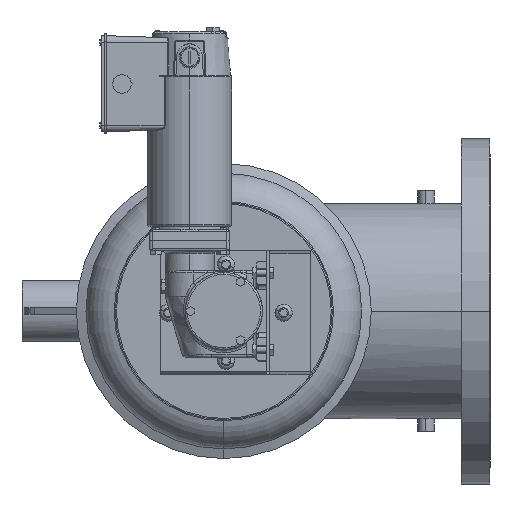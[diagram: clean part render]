
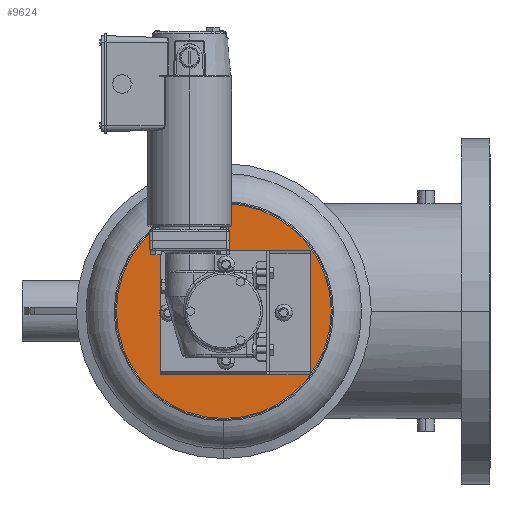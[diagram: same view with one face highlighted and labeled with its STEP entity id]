
A CAD part, left-side view. The second image highlights one B-rep face of the part: STEP entity #9624.
In plain terms, the highlighted planar face has unit normal (-1, 0, 0).
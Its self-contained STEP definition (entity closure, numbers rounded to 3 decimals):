
#247 = EDGE_CURVE ( 'NONE', #13643, #15814, #20855, .T. ) ;
#1483 = AXIS2_PLACEMENT_3D ( 'NONE', #23841, #16428, #11599 ) ;
#2327 = AXIS2_PLACEMENT_3D ( 'NONE', #11700, #17071, #22058 ) ;
#2885 = CARTESIAN_POINT ( 'NONE',  ( 0., 0., 106.362 ) ) ;
#3623 = ORIENTED_EDGE ( 'NONE', *, *, #247, .T. ) ;
#4220 = DIRECTION ( 'NONE',  ( 0., 0., -1. ) ) ;
#4273 = DIRECTION ( 'NONE',  ( 1., 0., 0. ) ) ;
#4316 = CARTESIAN_POINT ( 'NONE',  ( 0., 0., 0. ) ) ;
#4326 = ORIENTED_EDGE ( 'NONE', *, *, #21892, .T. ) ;
#5385 = DIRECTION ( 'NONE',  ( 0., 0., -1. ) ) ;
#8049 = CIRCLE ( 'NONE', #11822, 4.417 ) ;
#9624 = ADVANCED_FACE ( 'NONE', ( #18660, #21377 ), #11789, .F. ) ;
#10100 = EDGE_LOOP ( 'NONE', ( #3623, #4326 ) ) ;
#10308 = AXIS2_PLACEMENT_3D ( 'NONE', #14474, #4273, #17116 ) ;
#10561 = DIRECTION ( 'NONE',  ( 1., 0., 0. ) ) ;
#11599 = DIRECTION ( 'NONE',  ( 0., 0., -1. ) ) ;
#11700 = CARTESIAN_POINT ( 'NONE',  ( 0., 0., 0. ) ) ;
#11789 = PLANE ( 'NONE',  #25531 ) ;
#11822 = AXIS2_PLACEMENT_3D ( 'NONE', #15383, #10561, #5385 ) ;
#12589 = EDGE_CURVE ( 'NONE', #12748, #19107, #16331, .T. ) ;
#12748 = VERTEX_POINT ( 'NONE', #25029 ) ;
#13643 = VERTEX_POINT ( 'NONE', #14216 ) ;
#14216 = CARTESIAN_POINT ( 'NONE',  ( 0., 0., 4.417 ) ) ;
#14474 = CARTESIAN_POINT ( 'NONE',  ( 0., 0., 0. ) ) ;
#15383 = CARTESIAN_POINT ( 'NONE',  ( 0., 0., 0. ) ) ;
#15814 = VERTEX_POINT ( 'NONE', #17673 ) ;
#16331 = CIRCLE ( 'NONE', #2327, 106.362 ) ;
#16428 = DIRECTION ( 'NONE',  ( 1., 0., 0. ) ) ;
#17071 = DIRECTION ( 'NONE',  ( 1., 0., 0. ) ) ;
#17116 = DIRECTION ( 'NONE',  ( 0., 0., -1. ) ) ;
#17673 = CARTESIAN_POINT ( 'NONE',  ( 0., 0., -4.417 ) ) ;
#18660 = FACE_OUTER_BOUND ( 'NONE', #31574, .T. ) ;
#19107 = VERTEX_POINT ( 'NONE', #2885 ) ;
#20855 = CIRCLE ( 'NONE', #10308, 4.417 ) ;
#21377 = FACE_BOUND ( 'NONE', #10100, .T. ) ;
#21880 = ORIENTED_EDGE ( 'NONE', *, *, #29591, .F. ) ;
#21892 = EDGE_CURVE ( 'NONE', #15814, #13643, #8049, .T. ) ;
#22058 = DIRECTION ( 'NONE',  ( 0., 0., -1. ) ) ;
#22592 = ORIENTED_EDGE ( 'NONE', *, *, #12589, .F. ) ;
#23841 = CARTESIAN_POINT ( 'NONE',  ( 0., 0., 0. ) ) ;
#24143 = DIRECTION ( 'NONE',  ( 1., 0., 0. ) ) ;
#25029 = CARTESIAN_POINT ( 'NONE',  ( 0., 0., -106.362 ) ) ;
#25531 = AXIS2_PLACEMENT_3D ( 'NONE', #4316, #24143, #4220 ) ;
#28014 = CIRCLE ( 'NONE', #1483, 106.362 ) ;
#29591 = EDGE_CURVE ( 'NONE', #19107, #12748, #28014, .T. ) ;
#31574 = EDGE_LOOP ( 'NONE', ( #21880, #22592 ) ) ;
